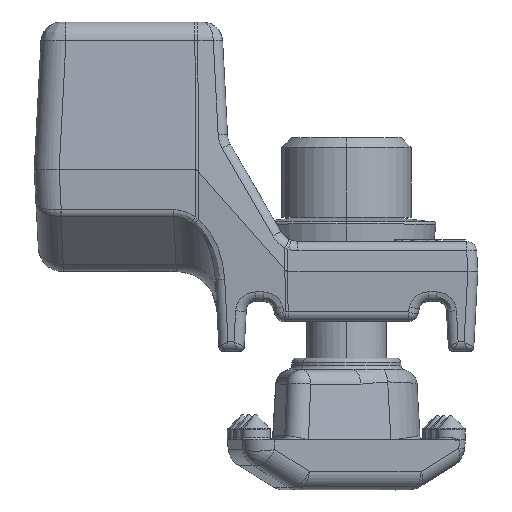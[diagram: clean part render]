
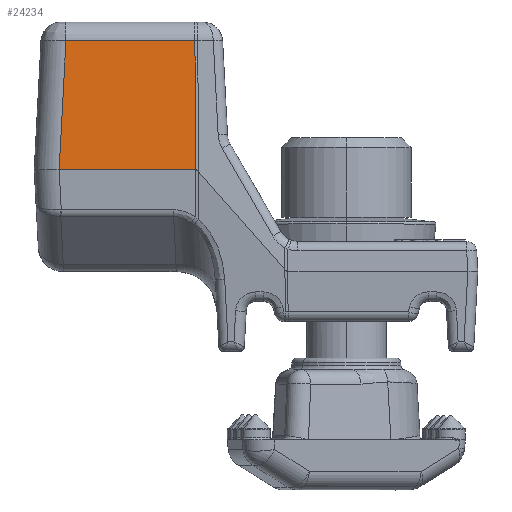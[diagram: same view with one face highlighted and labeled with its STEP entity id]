
A CAD part, top view. The second image highlights one B-rep face of the part: STEP entity #24234.
In plain terms, the highlighted planar face has unit normal (0, 0.052, 0.999).
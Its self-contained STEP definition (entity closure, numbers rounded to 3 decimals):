
#5048=DIRECTION('',(0.002,-0.999,0.052));
#5049=VECTOR('',#5048,12.922);
#5050=CARTESIAN_POINT('',(-15.169,20.105,10.324));
#5051=LINE('',#5050,#5049);
#5052=DIRECTION('',(-1.,0.,0.));
#5053=VECTOR('',#5052,13.631);
#5054=CARTESIAN_POINT('',(-15.148,7.2,11.));
#5055=LINE('',#5054,#5053);
#5056=DIRECTION('',(0.052,0.997,-0.052));
#5057=VECTOR('',#5056,12.94);
#5058=CARTESIAN_POINT('',(-28.779,7.2,11.));
#5059=LINE('',#5058,#5057);
#5060=CARTESIAN_POINT('',(-15.148,7.2,11.));
#5099=DIRECTION('',(-1.,0.,0.));
#5100=VECTOR('',#5099,12.934);
#5101=CARTESIAN_POINT('',(-15.169,20.105,10.324));
#5102=LINE('',#5101,#5100);
#17870=CARTESIAN_POINT('',(-15.169,20.105,
10.324));
#17872=VERTEX_POINT('',#17870);
#17873=VERTEX_POINT('',#5060);
#17877=CARTESIAN_POINT('',(-28.779,7.2,
11.));
#17879=VERTEX_POINT('',#17877);
#17880=CARTESIAN_POINT('',(-28.103,20.105,
10.324));
#17881=VERTEX_POINT('',#17880);
#24220=CARTESIAN_POINT('',(-21.964,13.652,
10.662));
#24221=DIRECTION('',(0.,0.052,0.999));
#24222=DIRECTION('',(0.,-0.999,0.052));
#24223=AXIS2_PLACEMENT_3D('',#24220,#24221,#24222);
#24224=PLANE('',#24223);
#24226=ORIENTED_EDGE('',*,*,#24225,.T.);
#24227=ORIENTED_EDGE('',*,*,#24209,.T.);
#24229=ORIENTED_EDGE('',*,*,#24228,.T.);
#24231=ORIENTED_EDGE('',*,*,#24230,.F.);
#24232=EDGE_LOOP('',(#24226,#24227,#24229,#24231));
#24233=FACE_OUTER_BOUND('',#24232,.F.);
#24234=ADVANCED_FACE('',(#24233),#24224,.T.);
#24209=EDGE_CURVE('',#17873,#17879,#5055,.T.);
#24225=EDGE_CURVE('',#17872,#17873,#5051,.T.);
#24228=EDGE_CURVE('',#17879,#17881,#5059,.T.);
#24230=EDGE_CURVE('',#17872,#17881,#5102,.T.);
